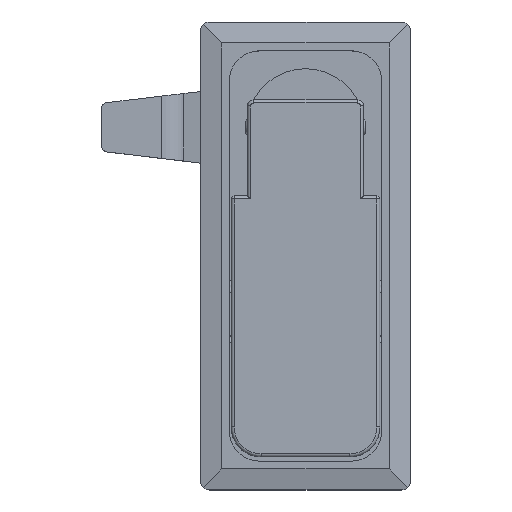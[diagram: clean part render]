
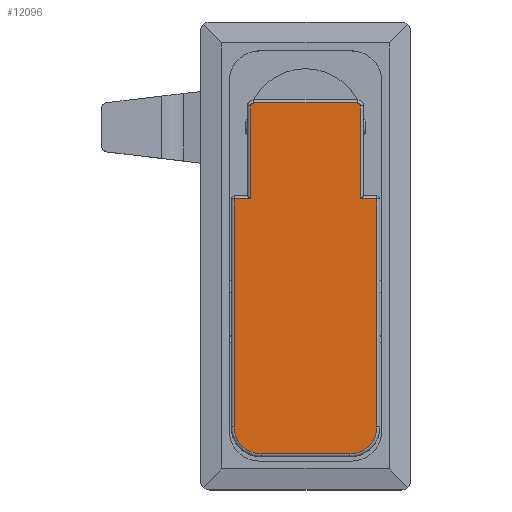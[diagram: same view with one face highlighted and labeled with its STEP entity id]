
A CAD part, top view. The second image highlights one B-rep face of the part: STEP entity #12096.
In plain terms, the highlighted planar face has unit normal (0, 0, 1).
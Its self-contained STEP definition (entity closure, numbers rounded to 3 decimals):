
#524 = CARTESIAN_POINT ( 'NONE',  ( 12.4, 31., 0. ) ) ;
#525 = DIRECTION ( 'NONE',  ( -1., 0., 0. ) ) ;
#526 = CARTESIAN_POINT ( 'NONE',  ( -9.15, -12., 0. ) ) ;
#527 = DIRECTION ( 'NONE',  ( 0., -1., 0. ) ) ;
#528 = CARTESIAN_POINT ( 'NONE',  ( -11.9, -12., 0. ) ) ;
#529 = DIRECTION ( 'NONE',  ( 0., -1., 0. ) ) ;
#530 = CARTESIAN_POINT ( 'NONE',  ( -7.4, -7., 0. ) ) ;
#531 = DIRECTION ( 'NONE',  ( 0., 0., 1. ) ) ;
#532 = DIRECTION ( 'NONE',  ( 1., 0., 0. ) ) ;
#848 = EDGE_CURVE ( 'NONE', #4127, #4124, #4209, .T. ) ;
#849 = EDGE_CURVE ( 'NONE', #4126, #4127, #4210, .T. ) ;
#850 = EDGE_CURVE ( 'NONE', #4124, #4125, #4211, .T. ) ;
#851 = EDGE_CURVE ( 'NONE', #4125, #4122, #13905, .T. ) ;
#852 = EDGE_CURVE ( 'NONE', #4122, #4123, #4212, .T. ) ;
#853 = EDGE_CURVE ( 'NONE', #4123, #4128, #13898, .T. ) ;
#854 = EDGE_CURVE ( 'NONE', #4128, #4137, #4213, .T. ) ;
#855 = EDGE_CURVE ( 'NONE', #4137, #4152, #4214, .T. ) ;
#856 = EDGE_CURVE ( 'NONE', #4152, #4143, #4215, .T. ) ;
#857 = EDGE_CURVE ( 'NONE', #4143, #4155, #13894, .T. ) ;
#858 = EDGE_CURVE ( 'NONE', #4155, #4114, #4216, .T. ) ;
#859 = EDGE_CURVE ( 'NONE', #4114, #4126, #13908, .T. ) ;
#3730 = CARTESIAN_POINT ( 'NONE',  ( 12.4, -11.5, 0. ) ) ;
#3731 = DIRECTION ( 'NONE',  ( 1., 0., 0. ) ) ;
#3732 = CARTESIAN_POINT ( 'NONE',  ( 7.4, -7., 0. ) ) ;
#3733 = DIRECTION ( 'NONE',  ( 0., 0., 1. ) ) ;
#3734 = DIRECTION ( 'NONE',  ( 1., 0., 0. ) ) ;
#3735 = CARTESIAN_POINT ( 'NONE',  ( 11.9, -12., 0. ) ) ;
#3736 = DIRECTION ( 'NONE',  ( 0., 1., 0. ) ) ;
#3737 = CARTESIAN_POINT ( 'NONE',  ( 12.4, 31., 0. ) ) ;
#3738 = DIRECTION ( 'NONE',  ( -1., 0., 0. ) ) ;
#3739 = CARTESIAN_POINT ( 'NONE',  ( 9.15, -12., 0. ) ) ;
#3740 = DIRECTION ( 'NONE',  ( 0., 1., 0. ) ) ;
#3741 = CARTESIAN_POINT ( 'NONE',  ( 8.65, 46.5, 0. ) ) ;
#3742 = DIRECTION ( 'NONE',  ( 0., 0., 1. ) ) ;
#3743 = DIRECTION ( 'NONE',  ( 1., 0., 0. ) ) ;
#3744 = CARTESIAN_POINT ( 'NONE',  ( 12.4, 47., 0. ) ) ;
#3745 = DIRECTION ( 'NONE',  ( -1., 0., 0. ) ) ;
#3746 = CARTESIAN_POINT ( 'NONE',  ( -8.65, 46.5, 0. ) ) ;
#3747 = DIRECTION ( 'NONE',  ( 0., 0., 1. ) ) ;
#3748 = DIRECTION ( 'NONE',  ( 1., 0., 0. ) ) ;
#4114 = VERTEX_POINT ( 'NONE', #5969 ) ;
#4122 = VERTEX_POINT ( 'NONE', #5977 ) ;
#4123 = VERTEX_POINT ( 'NONE', #5978 ) ;
#4124 = VERTEX_POINT ( 'NONE', #5979 ) ;
#4125 = VERTEX_POINT ( 'NONE', #5980 ) ;
#4126 = VERTEX_POINT ( 'NONE', #5981 ) ;
#4127 = VERTEX_POINT ( 'NONE', #5982 ) ;
#4128 = VERTEX_POINT ( 'NONE', #5983 ) ;
#4137 = VERTEX_POINT ( 'NONE', #5992 ) ;
#4143 = VERTEX_POINT ( 'NONE', #10443 ) ;
#4152 = VERTEX_POINT ( 'NONE', #10452 ) ;
#4155 = VERTEX_POINT ( 'NONE', #10455 ) ;
#4209 = LINE ( 'NONE', #524, #13906 ) ;
#4210 = LINE ( 'NONE', #526, #13907 ) ;
#4211 = LINE ( 'NONE', #528, #13909 ) ;
#4212 = LINE ( 'NONE', #3730, #13911 ) ;
#4213 = LINE ( 'NONE', #3735, #13913 ) ;
#4214 = LINE ( 'NONE', #3737, #13914 ) ;
#4215 = LINE ( 'NONE', #3739, #13915 ) ;
#4216 = LINE ( 'NONE', #3744, #13917 ) ;
#5969 = CARTESIAN_POINT ( 'NONE',  ( -8.65, 47., 0. ) ) ;
#5977 = CARTESIAN_POINT ( 'NONE',  ( -7.4, -11.5, 0. ) ) ;
#5978 = CARTESIAN_POINT ( 'NONE',  ( 7.4, -11.5, 0. ) ) ;
#5979 = CARTESIAN_POINT ( 'NONE',  ( -11.9, 31., 0. ) ) ;
#5980 = CARTESIAN_POINT ( 'NONE',  ( -11.9, -7., 0. ) ) ;
#5981 = CARTESIAN_POINT ( 'NONE',  ( -9.15, 46.5, 0. ) ) ;
#5982 = CARTESIAN_POINT ( 'NONE',  ( -9.15, 31., 0. ) ) ;
#5983 = CARTESIAN_POINT ( 'NONE',  ( 11.9, -7., 0. ) ) ;
#5992 = CARTESIAN_POINT ( 'NONE',  ( 11.9, 31., 0. ) ) ;
#8764 = ORIENTED_EDGE ( 'NONE', *, *, #849, .T. ) ;
#8765 = ORIENTED_EDGE ( 'NONE', *, *, #850, .T. ) ;
#8766 = ORIENTED_EDGE ( 'NONE', *, *, #848, .T. ) ;
#8767 = ORIENTED_EDGE ( 'NONE', *, *, #851, .T. ) ;
#8768 = ORIENTED_EDGE ( 'NONE', *, *, #852, .T. ) ;
#8769 = ORIENTED_EDGE ( 'NONE', *, *, #853, .T. ) ;
#8770 = ORIENTED_EDGE ( 'NONE', *, *, #854, .T. ) ;
#8771 = ORIENTED_EDGE ( 'NONE', *, *, #855, .T. ) ;
#8772 = ORIENTED_EDGE ( 'NONE', *, *, #856, .T. ) ;
#8773 = ORIENTED_EDGE ( 'NONE', *, *, #857, .T. ) ;
#8774 = ORIENTED_EDGE ( 'NONE', *, *, #858, .T. ) ;
#8775 = ORIENTED_EDGE ( 'NONE', *, *, #859, .T. ) ;
#9451 = FACE_OUTER_BOUND ( 'NONE', #11444, .T. ) ;
#10443 = CARTESIAN_POINT ( 'NONE',  ( 9.15, 46.5, 0. ) ) ;
#10452 = CARTESIAN_POINT ( 'NONE',  ( 9.15, 31., 0. ) ) ;
#10455 = CARTESIAN_POINT ( 'NONE',  ( 8.65, 47., 0. ) ) ;
#10966 = PLANE ( 'NONE',  #11057 ) ;
#10967 = CARTESIAN_POINT ( 'NONE',  ( 12.4, -12., 0. ) ) ;
#10968 = DIRECTION ( 'NONE',  ( 0., 0., 1. ) ) ;
#10969 = DIRECTION ( 'NONE',  ( 1., 0., 0. ) ) ;
#11057 = AXIS2_PLACEMENT_3D ( 'NONE', #10967, #10968, #10969 ) ;
#11444 = EDGE_LOOP ( 'NONE', ( #8764, #8766, #8765, #8767, #8768, #8769, #8770, #8771, #8772, #8773, #8774, #8775 ) ) ;
#12096 = ADVANCED_FACE ( 'NONE', ( #9451 ), #10966, .T. ) ;
#13894 = CIRCLE ( 'NONE', #13916, 0.5 ) ;
#13898 = CIRCLE ( 'NONE', #13912, 4.5 ) ;
#13905 = CIRCLE ( 'NONE', #13910, 4.5 ) ;
#13906 = VECTOR ( 'NONE', #525, 1000. ) ;
#13907 = VECTOR ( 'NONE', #527, 1000. ) ;
#13908 = CIRCLE ( 'NONE', #13918, 0.5 ) ;
#13909 = VECTOR ( 'NONE', #529, 1000. ) ;
#13910 = AXIS2_PLACEMENT_3D ( 'NONE', #530, #531, #532 ) ;
#13911 = VECTOR ( 'NONE', #3731, 1000. ) ;
#13912 = AXIS2_PLACEMENT_3D ( 'NONE', #3732, #3733, #3734 ) ;
#13913 = VECTOR ( 'NONE', #3736, 1000. ) ;
#13914 = VECTOR ( 'NONE', #3738, 1000. ) ;
#13915 = VECTOR ( 'NONE', #3740, 1000. ) ;
#13916 = AXIS2_PLACEMENT_3D ( 'NONE', #3741, #3742, #3743 ) ;
#13917 = VECTOR ( 'NONE', #3745, 1000. ) ;
#13918 = AXIS2_PLACEMENT_3D ( 'NONE', #3746, #3747, #3748 ) ;
